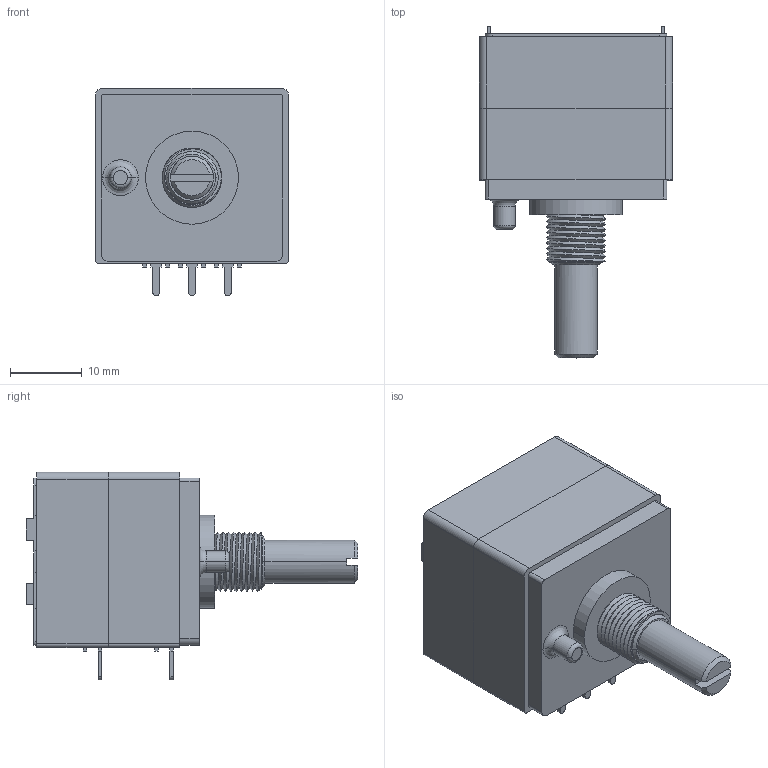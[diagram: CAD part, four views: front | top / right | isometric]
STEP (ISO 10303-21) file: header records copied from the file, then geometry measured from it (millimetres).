
FILE_DESCRIPTION((' '),'2;1');
FILE_NAME( 'RK27112.stp', '2022-08-29T14:53:03', (' '), ('--- Datakit www.datakit.com---'), ' Datakit CrossCadWare V2022.3 Jun 15 2022', 'DATAKIT 2022 (c)', ' ');
FILE_SCHEMA(('AP242_MANAGED_MODEL_BASED_3D_ENGINEERING_MIM_LF { 1 0 10303 442 1 1 4 }'));
Length unit declared in the file: millimetre
Products named in the file (1): RK27112
Bounding box: 27 x 46.4 x 29 mm (x, y, z)
Volume: 16096.6 mm3; surface area: 4379.2 mm2
Topology: 1 solids, 1 shells, 207 faces, 527 edges, 347 vertices
Faces by surface type: plane 161, cylinder 36, cone 4, revolution 4, bspline 2
Entity records: 7802 total; most frequent: CARTESIAN_POINT 2480, ORIENTED_EDGE 1054, DIRECTION 1008, EDGE_CURVE 527, VECTOR 432, LINE 432, VERTEX_POINT 347, AXIS2_PLACEMENT_3D 286
